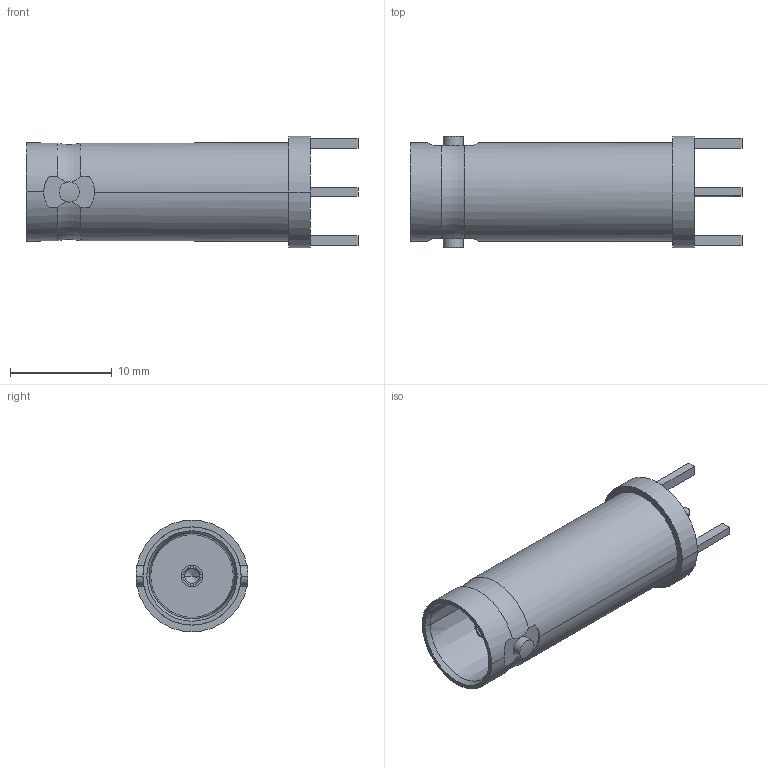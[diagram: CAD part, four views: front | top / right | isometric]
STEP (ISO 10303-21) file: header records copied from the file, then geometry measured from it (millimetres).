
FILE_DESCRIPTION((''),'2;1');
FILE_NAME('SX-198C-01A-NT3G-75_SW0001','2020-05-06T',('Clement'),(''),'CREO PARAMETRIC BY PTC INC, 2018360','CREO PARAMETRIC BY PTC INC, 2018360','');
FILE_SCHEMA(('CONFIG_CONTROL_DESIGN'));
Length unit declared in the file: millimetre
Products named in the file (1): SX-198C-01A-NT3G-75_SW0001
Bounding box: 32.64 x 11 x 11 mm (x, y, z)
Volume: 1654.2 mm3; surface area: 1405.4 mm2
Topology: 1 solids, 1 shells, 85 faces, 214 edges, 137 vertices
Faces by surface type: plane 49, cylinder 22, cone 12, torus 2
Entity records: 2772 total; most frequent: CARTESIAN_POINT 702, ORIENTED_EDGE 424, DIRECTION 418, EDGE_CURVE 212, AXIS2_PLACEMENT_3D 153, VERTEX_POINT 137, VECTOR 112, LINE 112
